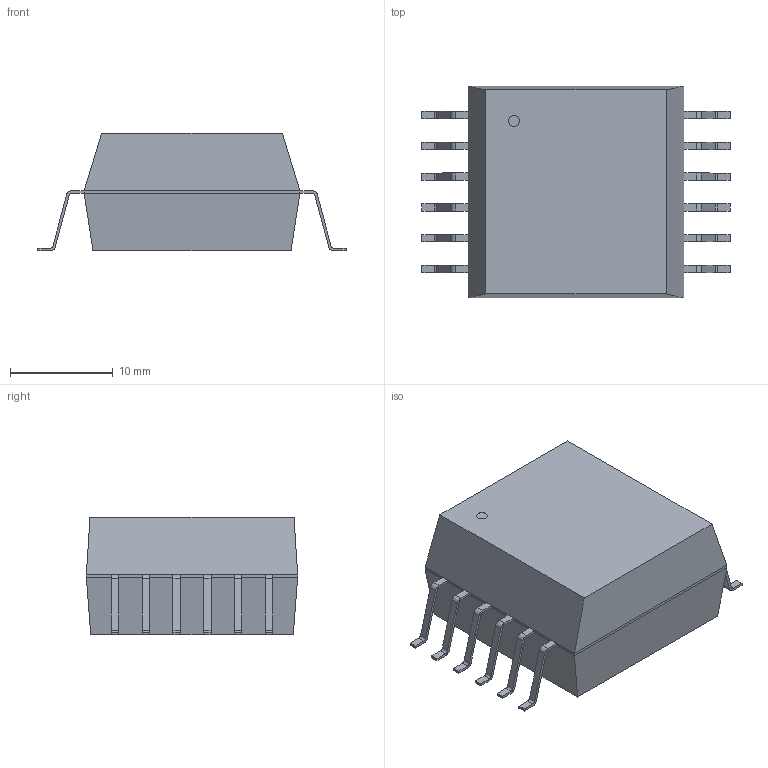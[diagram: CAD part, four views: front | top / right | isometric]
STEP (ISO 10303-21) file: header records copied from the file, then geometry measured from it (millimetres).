
FILE_DESCRIPTION(('STEP AP214'),'1');
FILE_NAME('SOIC12_DA2034-ALD_COC','2023-10-18T07:28:39',(''),(''),'','','');
FILE_SCHEMA(('AUTOMOTIVE_DESIGN'));
Length unit declared in the file: millimetre
Products named in the file (1): product
Bounding box: 30 x 20.57 x 11.43 mm (x, y, z)
Volume: 4579.2 mm3; surface area: 1862.5 mm2
Topology: 14 solids, 14 shells, 185 faces, 463 edges, 306 vertices
Faces by surface type: plane 136, cylinder 49
Full cylindrical faces by diameter (mm): 1.05 x1
Entity records: 5405 total; most frequent: DIRECTION 934, ORIENTED_EDGE 924, CARTESIAN_POINT 543, EDGE_CURVE 462, LINE 364, VECTOR 364, VERTEX_POINT 306, AXIS2_PLACEMENT_3D 285
